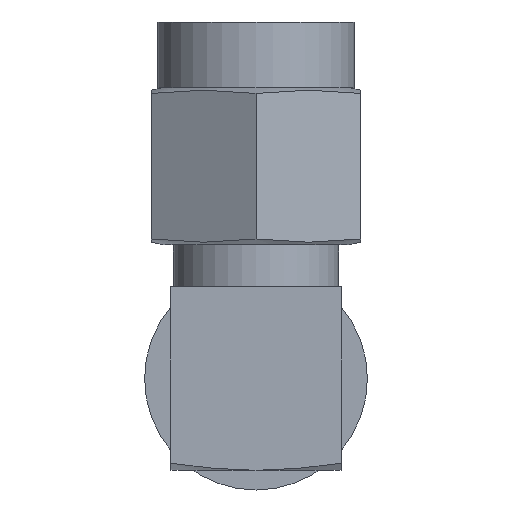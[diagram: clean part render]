
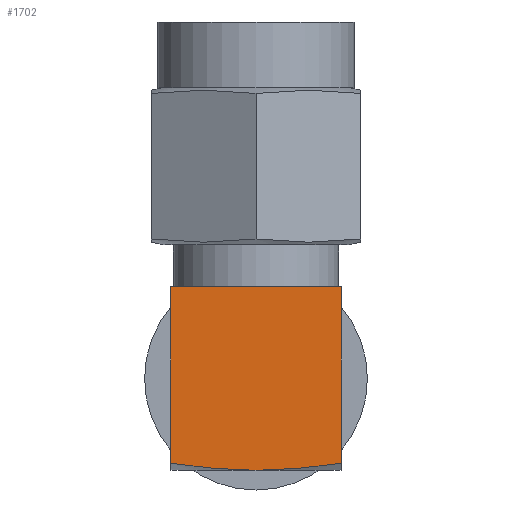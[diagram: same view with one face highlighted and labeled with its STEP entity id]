
A CAD part, front view. The second image highlights one B-rep face of the part: STEP entity #1702.
In plain terms, the highlighted planar face has unit normal (0, -1, 0).
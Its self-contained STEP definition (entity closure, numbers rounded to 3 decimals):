
#2 = EDGE_CURVE ( 'NONE', #818, #271, #745, .T. ) ;
#75 = CARTESIAN_POINT ( 'NONE',  ( -2.713, -3.25, 0.193 ) ) ;
#85 = CARTESIAN_POINT ( 'NONE',  ( -3.25, -3.25, 7. ) ) ;
#182 = CARTESIAN_POINT ( 'NONE',  ( 3.25, -3.25, 7. ) ) ;
#215 = VECTOR ( 'NONE', #1103, 1000. ) ;
#217 = ORIENTED_EDGE ( 'NONE', *, *, #1944, .F. ) ;
#261 = CARTESIAN_POINT ( 'NONE',  ( 3.25, -3.25, 7. ) ) ;
#266 = DIRECTION ( 'NONE',  ( 0., 1., 0. ) ) ;
#270 = LINE ( 'NONE', #1650, #2198 ) ;
#271 = VERTEX_POINT ( 'NONE', #2138 ) ;
#302 = DIRECTION ( 'NONE',  ( 0., 0., -1. ) ) ;
#348 = B_SPLINE_CURVE_WITH_KNOTS ( 'NONE', 3,
 ( #1829, #453, #1228, #1770, #75, #1424 ),
 .UNSPECIFIED., .F., .F.,
 ( 4, 2, 4 ),
 ( 0.01, 0.011, 0.013 ),
 .UNSPECIFIED. ) ;
#411 = PLANE ( 'NONE',  #637 ) ;
#453 = CARTESIAN_POINT ( 'NONE',  ( -0.547, -3.25, 0. ) ) ;
#482 = VERTEX_POINT ( 'NONE', #548 ) ;
#548 = CARTESIAN_POINT ( 'NONE',  ( 0., -3.25, 0. ) ) ;
#559 = VECTOR ( 'NONE', #933, 1000. ) ;
#637 = AXIS2_PLACEMENT_3D ( 'NONE', #670, #266, #1778 ) ;
#641 = VERTEX_POINT ( 'NONE', #1764 ) ;
#670 = CARTESIAN_POINT ( 'NONE',  ( -3.25, -3.25, 7. ) ) ;
#745 = LINE ( 'NONE', #182, #559 ) ;
#811 = ORIENTED_EDGE ( 'NONE', *, *, #1326, .F. ) ;
#818 = VERTEX_POINT ( 'NONE', #261 ) ;
#933 = DIRECTION ( 'NONE',  ( 0., 0., -1. ) ) ;
#1018 = EDGE_CURVE ( 'NONE', #482, #641, #348, .T. ) ;
#1058 = EDGE_CURVE ( 'NONE', #1302, #641, #270, .T. ) ;
#1103 = DIRECTION ( 'NONE',  ( 1., 0., 0. ) ) ;
#1228 = CARTESIAN_POINT ( 'NONE',  ( -1.092, -3.25, 0.029 ) ) ;
#1302 = VERTEX_POINT ( 'NONE', #2189 ) ;
#1326 = EDGE_CURVE ( 'NONE', #1302, #818, #1980, .T. ) ;
#1350 = ORIENTED_EDGE ( 'NONE', *, *, #1058, .T. ) ;
#1424 = CARTESIAN_POINT ( 'NONE',  ( -3.25, -3.25, 0.269 ) ) ;
#1456 = B_SPLINE_CURVE_WITH_KNOTS ( 'NONE', 3,
 ( #2254, #1491, #2246, #1692 ),
 .UNSPECIFIED., .F., .F.,
 ( 4, 4 ),
 ( 0.007, 0.01 ),
 .UNSPECIFIED. ) ;
#1491 = CARTESIAN_POINT ( 'NONE',  ( 2.176, -3.25, 0.117 ) ) ;
#1623 = ORIENTED_EDGE ( 'NONE', *, *, #1018, .F. ) ;
#1650 = CARTESIAN_POINT ( 'NONE',  ( -3.25, -3.25, 7. ) ) ;
#1692 = CARTESIAN_POINT ( 'NONE',  ( 0., -3.25, 0. ) ) ;
#1702 = ADVANCED_FACE ( 'NONE', ( #2119 ), #411, .F. ) ;
#1764 = CARTESIAN_POINT ( 'NONE',  ( -3.25, -3.25, 0.269 ) ) ;
#1770 = CARTESIAN_POINT ( 'NONE',  ( -2.174, -3.25, 0.126 ) ) ;
#1778 = DIRECTION ( 'NONE',  ( 0., 0., 1. ) ) ;
#1802 = ORIENTED_EDGE ( 'NONE', *, *, #2, .F. ) ;
#1829 = CARTESIAN_POINT ( 'NONE',  ( 0., -3.25, 0. ) ) ;
#1944 = EDGE_CURVE ( 'NONE', #271, #482, #1456, .T. ) ;
#1980 = LINE ( 'NONE', #85, #215 ) ;
#2094 = EDGE_LOOP ( 'NONE', ( #217, #1802, #811, #1350, #1623 ) ) ;
#2119 = FACE_OUTER_BOUND ( 'NONE', #2094, .T. ) ;
#2138 = CARTESIAN_POINT ( 'NONE',  ( 3.25, -3.25, 0.269 ) ) ;
#2189 = CARTESIAN_POINT ( 'NONE',  ( -3.25, -3.25, 7. ) ) ;
#2198 = VECTOR ( 'NONE', #302, 1000. ) ;
#2246 = CARTESIAN_POINT ( 'NONE',  ( 1.096, -3.25, 0. ) ) ;
#2254 = CARTESIAN_POINT ( 'NONE',  ( 3.25, -3.25, 0.269 ) ) ;
